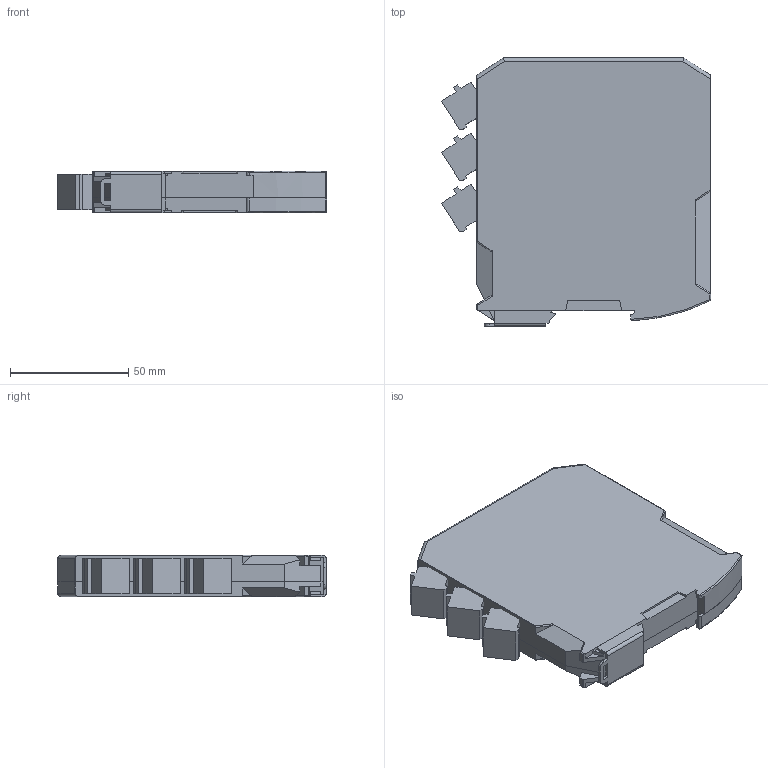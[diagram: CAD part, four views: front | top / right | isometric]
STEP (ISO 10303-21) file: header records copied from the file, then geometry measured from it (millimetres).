
FILE_DESCRIPTION (( 'STEP AP203' ), '1' );
FILE_NAME ('9193_20-11-11.STEP', '2010-08-05T11:17:58', ( 'Admin' ), ( 'R. STAHL' ), 'SwSTEP 2.0', 'SolidWorks 2008', '' );
FILE_SCHEMA (( 'CONFIG_CONTROL_DESIGN' ));
Length unit declared in the file: millimetre
Products named in the file (1): 9193_20-11-11
Bounding box: 113.95 x 113.6 x 17.6 mm (x, y, z)
Volume: 199044.6 mm3; surface area: 56665.6 mm2
Topology: 6 solids, 10 shells, 335 faces, 949 edges, 634 vertices
Faces by surface type: plane 241, cylinder 92, bspline 2
Entity records: 11052 total; most frequent: CARTESIAN_POINT 2409, ORIENTED_EDGE 1898, DIRECTION 1634, EDGE_CURVE 949, VECTOR 700, LINE 700, VERTEX_POINT 634, AXIS2_PLACEMENT_3D 467
